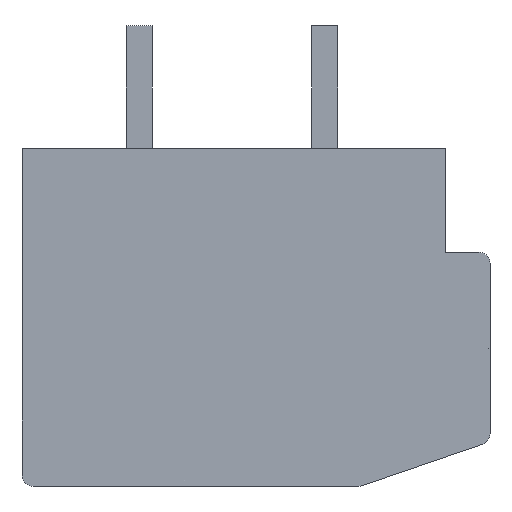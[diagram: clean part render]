
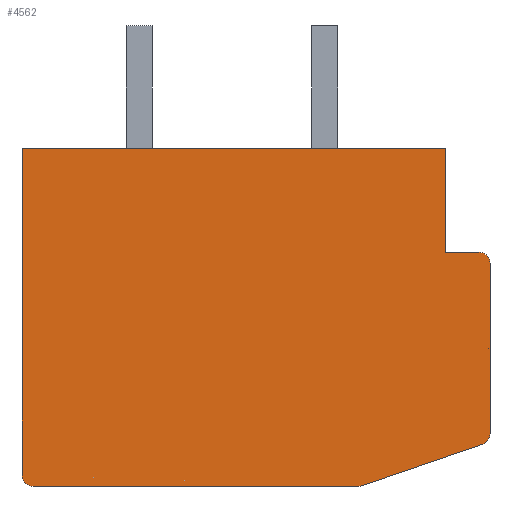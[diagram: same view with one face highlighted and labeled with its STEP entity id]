
A CAD part, front view. The second image highlights one B-rep face of the part: STEP entity #4562.
In plain terms, the highlighted planar face has unit normal (0, -1, 0).
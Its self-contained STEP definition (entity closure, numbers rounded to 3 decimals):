
#1=CARTESIAN_POINT('',(6.,-48.6,-3.136));
#2=DIRECTION('',(0.,-1.,0.));
#3=DIRECTION('',(0.324,0.,-0.946));
#4=AXIS2_PLACEMENT_3D('',#1,#2,#3);
#6=DIRECTION('',(-0.946,0.,-0.324));
#7=VECTOR('',#6,3.486);
#8=CARTESIAN_POINT('',(6.097,-48.6,-3.419));
#9=LINE('',#8,#7);
#10=DIRECTION('',(-1.,0.,0.));
#11=VECTOR('',#10,8.8);
#12=CARTESIAN_POINT('',(2.8,-48.6,-4.55));
#13=LINE('',#12,#11);
#14=CARTESIAN_POINT('',(-6.,-48.6,-4.25));
#15=DIRECTION('',(0.,-1.,0.));
#16=DIRECTION('',(-1.,0.,0.));
#17=AXIS2_PLACEMENT_3D('',#14,#15,#16);
#19=DIRECTION('',(0.,0.,1.));
#20=VECTOR('',#19,8.8);
#21=CARTESIAN_POINT('',(-6.3,-48.6,-4.25));
#22=LINE('',#21,#20);
#23=DIRECTION('',(1.,0.,0.));
#24=VECTOR('',#23,11.4);
#25=CARTESIAN_POINT('',(-6.3,-48.6,4.55));
#26=LINE('',#25,#24);
#27=DIRECTION('',(0.,0.,-1.));
#28=VECTOR('',#27,2.8);
#29=CARTESIAN_POINT('',(5.1,-48.6,4.55));
#30=LINE('',#29,#28);
#31=DIRECTION('',(1.,0.,0.));
#32=VECTOR('',#31,0.9);
#33=CARTESIAN_POINT('',(5.1,-48.6,1.75));
#34=LINE('',#33,#32);
#35=CARTESIAN_POINT('',(6.,-48.6,1.45));
#36=DIRECTION('',(0.,-1.,0.));
#37=DIRECTION('',(1.,0.,0.));
#38=AXIS2_PLACEMENT_3D('',#35,#36,#37);
#40=DIRECTION('',(0.,0.,-1.));
#41=VECTOR('',#40,4.586);
#42=CARTESIAN_POINT('',(6.3,-48.6,1.45));
#43=LINE('',#42,#41);
#3503=CARTESIAN_POINT('',(-6.3,-48.6,4.55));
#3504=CARTESIAN_POINT('',(5.1,-48.6,4.55));
#3505=VERTEX_POINT('',#3503);
#3506=VERTEX_POINT('',#3504);
#3507=CARTESIAN_POINT('',(5.1,-48.6,1.75));
#3508=VERTEX_POINT('',#3507);
#3509=CARTESIAN_POINT('',(6.097,-48.6,-3.419));
#3510=CARTESIAN_POINT('',(6.3,-48.6,-3.136));
#3511=VERTEX_POINT('',#3509);
#3512=VERTEX_POINT('',#3510);
#3513=CARTESIAN_POINT('',(6.3,-48.6,1.45));
#3514=CARTESIAN_POINT('',(6.,-48.6,1.75));
#3515=VERTEX_POINT('',#3513);
#3516=VERTEX_POINT('',#3514);
#3517=CARTESIAN_POINT('',(-6.3,-48.6,-4.25));
#3518=CARTESIAN_POINT('',(-6.,-48.6,-4.55));
#3519=VERTEX_POINT('',#3517);
#3520=VERTEX_POINT('',#3518);
#3521=CARTESIAN_POINT('',(2.8,-48.6,-4.55));
#3522=VERTEX_POINT('',#3521);
#4535=CARTESIAN_POINT('',(0.,-48.6,0.));
#4536=DIRECTION('',(0.,1.,0.));
#4537=DIRECTION('',(1.,0.,0.));
#4538=AXIS2_PLACEMENT_3D('',#4535,#4536,#4537);
#4539=PLANE('',#4538);
#4541=ORIENTED_EDGE('',*,*,#4540,.F.);
#4543=ORIENTED_EDGE('',*,*,#4542,.T.);
#4545=ORIENTED_EDGE('',*,*,#4544,.T.);
#4547=ORIENTED_EDGE('',*,*,#4546,.F.);
#4549=ORIENTED_EDGE('',*,*,#4548,.T.);
#4551=ORIENTED_EDGE('',*,*,#4550,.T.);
#4553=ORIENTED_EDGE('',*,*,#4552,.T.);
#4555=ORIENTED_EDGE('',*,*,#4554,.T.);
#4557=ORIENTED_EDGE('',*,*,#4556,.F.);
#4559=ORIENTED_EDGE('',*,*,#4558,.T.);
#4560=EDGE_LOOP('',(#4541,#4543,#4545,#4547,#4549,#4551,#4553,#4555,#4557,
#4559));
#4561=FACE_OUTER_BOUND('',#4560,.F.);
#4562=ADVANCED_FACE('',(#4561),#4539,.F.);
#5=CIRCLE('',#4,0.3);
#18=CIRCLE('',#17,0.3);
#39=CIRCLE('',#38,0.3);
#4540=EDGE_CURVE('',#3511,#3512,#5,.T.);
#4542=EDGE_CURVE('',#3511,#3522,#9,.T.);
#4544=EDGE_CURVE('',#3522,#3520,#13,.T.);
#4546=EDGE_CURVE('',#3519,#3520,#18,.T.);
#4548=EDGE_CURVE('',#3519,#3505,#22,.T.);
#4550=EDGE_CURVE('',#3505,#3506,#26,.T.);
#4552=EDGE_CURVE('',#3506,#3508,#30,.T.);
#4554=EDGE_CURVE('',#3508,#3516,#34,.T.);
#4556=EDGE_CURVE('',#3515,#3516,#39,.T.);
#4558=EDGE_CURVE('',#3515,#3512,#43,.T.);
